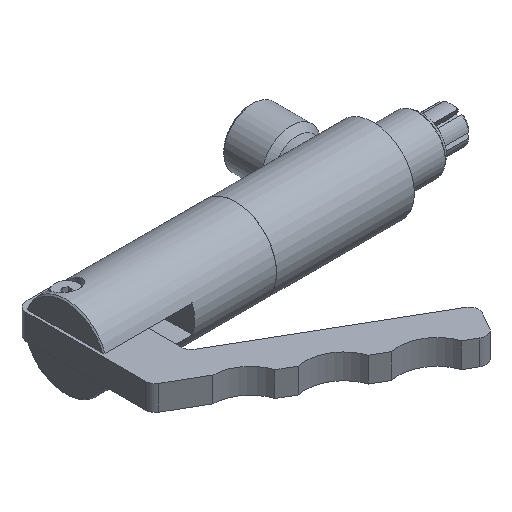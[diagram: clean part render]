
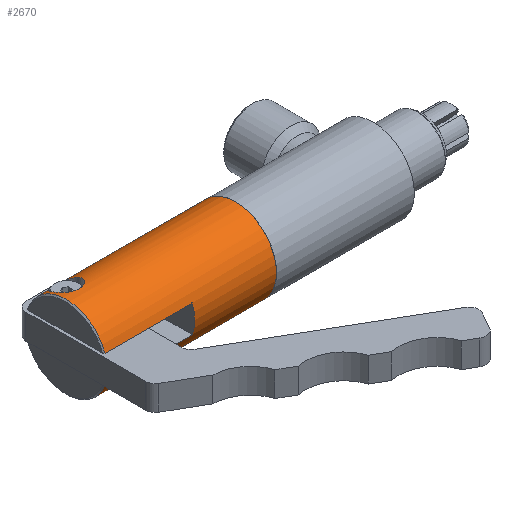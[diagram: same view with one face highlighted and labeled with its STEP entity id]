
A CAD part, isometric view. The second image highlights one B-rep face of the part: STEP entity #2670.
In plain terms, the highlighted cylindrical face has radius 13.462 mm (diameter 26.924 mm), a full revolution.
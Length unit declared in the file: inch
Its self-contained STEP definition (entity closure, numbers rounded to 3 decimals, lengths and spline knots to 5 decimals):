
#50=B_SPLINE_CURVE_WITH_KNOTS($,3,(#3905,#3906,#3907,#3908,#3909,#3910,
#3911,#3912,#3913,#3914,#3915,#3916,#3917,#3918,#3919,#3920,#3921,#3922,
#3923,#3924,#3925,#3926,#3927,#3928,#3929,#3930,#3931,#3932,#3933,#3934,
#3935,#3936,#3937,#3938),.UNSPECIFIED.,.T.,.F.,(4,2,2,2,2,2,2,2,2,2,2,2,
2,2,2,2,4),(0.,0.15668,0.31335,0.47644,0.63953,
0.82205,1.00457,1.16495,1.32534,1.48572,
1.64611,1.82862,2.01114,2.17423,2.33732,
2.494,2.65068),.UNSPECIFIED.);
#51=B_SPLINE_CURVE_WITH_KNOTS($,3,(#3941,#3942,#3943,#3944,#3945,#3946,
#3947,#3948,#3949,#3950,#3951,#3952,#3953,#3954,#3955,#3956,#3957,#3958,
#3959,#3960,#3961,#3962,#3963,#3964,#3965,#3966,#3967,#3968,#3969,#3970,
#3971,#3972,#3973,#3974),.UNSPECIFIED.,.T.,.F.,(4,2,2,2,2,2,2,2,2,2,2,2,
2,2,2,2,4),(0.,0.0905,0.18099,0.27693,0.37288,
0.47505,0.57722,0.66858,0.75994,
0.8513,0.94266,1.04483,1.147,1.24294,
1.33888,1.42938,1.51987),.UNSPECIFIED.);
#287=LINE($,#4827,#483);
#288=LINE($,#4829,#484);
#289=LINE($,#4833,#485);
#290=LINE($,#4837,#486);
#483=VECTOR($,#3631,0.475);
#484=VECTOR($,#3632,0.475);
#485=VECTOR($,#3635,1.125);
#486=VECTOR($,#3638,1.125);
#623=FACE_BOUND($,#961,.T.);
#624=FACE_BOUND($,#962,.T.);
#625=FACE_BOUND($,#963,.T.);
#626=FACE_BOUND($,#964,.T.);
#961=EDGE_LOOP($,(#2398));
#962=EDGE_LOOP($,(#2399));
#963=EDGE_LOOP($,(#2400));
#964=EDGE_LOOP($,(#2401,#2402,#2403,#2404,#2405,#2406,#2407,#2408));
#1106=CIRCLE($,#2931,0.53);
#1107=CIRCLE($,#2933,0.53);
#1108=CIRCLE($,#2934,0.53);
#1109=CIRCLE($,#2935,0.53);
#1110=CIRCLE($,#2936,0.53);
#1185=VERTEX_POINT($,#3904);
#1186=VERTEX_POINT($,#3940);
#1355=VERTEX_POINT($,#4815);
#1356=VERTEX_POINT($,#4816);
#1359=VERTEX_POINT($,#4824);
#1360=VERTEX_POINT($,#4826);
#1361=VERTEX_POINT($,#4828);
#1362=VERTEX_POINT($,#4830);
#1363=VERTEX_POINT($,#4832);
#1364=VERTEX_POINT($,#4834);
#1365=VERTEX_POINT($,#4836);
#1470=EDGE_CURVE($,#1185,#1185,#50,.T.);
#1471=EDGE_CURVE($,#1186,#1186,#51,.T.);
#1718=EDGE_CURVE($,#1355,#1356,#1106,.T.);
#1722=EDGE_CURVE($,#1359,#1359,#1107,.T.);
#1723=EDGE_CURVE($,#1360,#1355,#287,.T.);
#1724=EDGE_CURVE($,#1356,#1361,#288,.T.);
#1725=EDGE_CURVE($,#1361,#1362,#1108,.T.);
#1726=EDGE_CURVE($,#1362,#1363,#289,.T.);
#1727=EDGE_CURVE($,#1363,#1364,#1109,.T.);
#1728=EDGE_CURVE($,#1364,#1365,#290,.T.);
#1729=EDGE_CURVE($,#1365,#1360,#1110,.T.);
#2398=ORIENTED_EDGE($,*,*,#1470,.T.);
#2399=ORIENTED_EDGE($,*,*,#1471,.T.);
#2400=ORIENTED_EDGE($,*,*,#1722,.F.);
#2401=ORIENTED_EDGE($,*,*,#1723,.T.);
#2402=ORIENTED_EDGE($,*,*,#1718,.T.);
#2403=ORIENTED_EDGE($,*,*,#1724,.T.);
#2404=ORIENTED_EDGE($,*,*,#1725,.T.);
#2405=ORIENTED_EDGE($,*,*,#1726,.T.);
#2406=ORIENTED_EDGE($,*,*,#1727,.T.);
#2407=ORIENTED_EDGE($,*,*,#1728,.T.);
#2408=ORIENTED_EDGE($,*,*,#1729,.T.);
#2529=CYLINDRICAL_SURFACE($,#2932,0.53);
#2670=ADVANCED_FACE($,(#623,#624,#625,#626),#2529,.T.);
#2931=AXIS2_PLACEMENT_3D($,#4817,#3622,#3623);
#2932=AXIS2_PLACEMENT_3D($,#4823,#3627,#3628);
#2933=AXIS2_PLACEMENT_3D($,#4825,#3629,#3630);
#2934=AXIS2_PLACEMENT_3D($,#4831,#3633,#3634);
#2935=AXIS2_PLACEMENT_3D($,#4835,#3636,#3637);
#2936=AXIS2_PLACEMENT_3D($,#4838,#3639,#3640);
#3622=DIRECTION('center_axis',(1.,0.,0.));
#3623=DIRECTION('ref_axis',(0.,1.,0.));
#3627=DIRECTION('center_axis',(1.,0.,0.));
#3628=DIRECTION('ref_axis',(0.,1.,0.));
#3629=DIRECTION('center_axis',(1.,0.,0.));
#3630=DIRECTION('ref_axis',(0.,1.,0.));
#3631=DIRECTION($,(1.,0.,0.));
#3632=DIRECTION($,(-1.,0.,0.));
#3633=DIRECTION('center_axis',(1.,0.,0.));
#3634=DIRECTION('ref_axis',(0.,1.,0.));
#3635=DIRECTION($,(1.,0.,0.));
#3636=DIRECTION('center_axis',(1.,0.,0.));
#3637=DIRECTION('ref_axis',(0.,1.,0.));
#3638=DIRECTION($,(-1.,0.,0.));
#3639=DIRECTION('center_axis',(1.,0.,0.));
#3640=DIRECTION('ref_axis',(0.,1.,0.));
#3904=CARTESIAN_POINT('',(0.22,0.036,0.52878));
#3905=CARTESIAN_POINT('Ctrl Pts',(0.22,0.036,0.52878));
#3906=CARTESIAN_POINT('Ctrl Pts',(0.19944,0.036,0.52878));
#3907=CARTESIAN_POINT('Ctrl Pts',(0.17751,0.04011,
0.52855));
#3908=CARTESIAN_POINT('Ctrl Pts',(0.1372,0.05677,
0.52702));
#3909=CARTESIAN_POINT('Ctrl Pts',(0.11882,0.06932,
0.52565));
#3910=CARTESIAN_POINT('Ctrl Pts',(0.08926,0.09873,
0.52094));
#3911=CARTESIAN_POINT('Ctrl Pts',(0.07646,0.11769,
0.5172));
#3912=CARTESIAN_POINT('Ctrl Pts',(0.05984,0.15843,
0.50621));
#3913=CARTESIAN_POINT('Ctrl Pts',(0.056,0.18018,
0.49889));
#3914=CARTESIAN_POINT('Ctrl Pts',(0.056,0.22218,
0.48178));
#3915=CARTESIAN_POINT('Ctrl Pts',(0.06071,0.24507,
0.47054));
#3916=CARTESIAN_POINT('Ctrl Pts',(0.07879,0.28639,
0.4466));
#3917=CARTESIAN_POINT('Ctrl Pts',(0.09211,0.30485,0.43394));
#3918=CARTESIAN_POINT('Ctrl Pts',(0.12121,0.33224,0.41325));
#3919=CARTESIAN_POINT('Ctrl Pts',(0.13847,0.34384,0.40347));
#3920=CARTESIAN_POINT('Ctrl Pts',(0.1773,0.35973,0.38937));
#3921=CARTESIAN_POINT('Ctrl Pts',(0.19895,0.364,0.38523));
#3922=CARTESIAN_POINT('Ctrl Pts',(0.24105,0.364,0.38523));
#3923=CARTESIAN_POINT('Ctrl Pts',(0.2627,0.35973,0.38937));
#3924=CARTESIAN_POINT('Ctrl Pts',(0.30153,0.34384,0.40347));
#3925=CARTESIAN_POINT('Ctrl Pts',(0.31879,0.33224,0.41325));
#3926=CARTESIAN_POINT('Ctrl Pts',(0.34789,0.30485,0.43394));
#3927=CARTESIAN_POINT('Ctrl Pts',(0.36121,0.28639,0.4466));
#3928=CARTESIAN_POINT('Ctrl Pts',(0.37929,0.24507,0.47054));
#3929=CARTESIAN_POINT('Ctrl Pts',(0.384,0.22218,0.48178));
#3930=CARTESIAN_POINT('Ctrl Pts',(0.384,0.18018,0.49889));
#3931=CARTESIAN_POINT('Ctrl Pts',(0.38016,0.15843,0.50621));
#3932=CARTESIAN_POINT('Ctrl Pts',(0.36354,0.11769,0.5172));
#3933=CARTESIAN_POINT('Ctrl Pts',(0.35074,0.09873,0.52094));
#3934=CARTESIAN_POINT('Ctrl Pts',(0.32118,0.06932,
0.52565));
#3935=CARTESIAN_POINT('Ctrl Pts',(0.3028,0.05677,
0.52702));
#3936=CARTESIAN_POINT('Ctrl Pts',(0.26249,0.04011,
0.52855));
#3937=CARTESIAN_POINT('Ctrl Pts',(0.24056,0.036,0.52878));
#3938=CARTESIAN_POINT('Ctrl Pts',(0.22,0.036,0.52878));
#3940=CARTESIAN_POINT('',(0.22,0.105,-0.51949));
#3941=CARTESIAN_POINT('Ctrl Pts',(0.22,0.105,-0.51949));
#3942=CARTESIAN_POINT('Ctrl Pts',(0.23188,0.105,-0.51949));
#3943=CARTESIAN_POINT('Ctrl Pts',(0.24453,0.10737,-0.51903));
#3944=CARTESIAN_POINT('Ctrl Pts',(0.26776,0.11692,-0.51697));
#3945=CARTESIAN_POINT('Ctrl Pts',(0.27833,0.12411,-0.51533));
#3946=CARTESIAN_POINT('Ctrl Pts',(0.29549,0.141,-0.51098));
#3947=CARTESIAN_POINT('Ctrl Pts',(0.30296,0.15198,-0.50789));
#3948=CARTESIAN_POINT('Ctrl Pts',(0.31272,0.17565,-0.5002));
#3949=CARTESIAN_POINT('Ctrl Pts',(0.315,0.18834,-0.49557));
#3950=CARTESIAN_POINT('Ctrl Pts',(0.315,0.21242,-0.48576));
#3951=CARTESIAN_POINT('Ctrl Pts',(0.31244,0.22547,-0.47984));
#3952=CARTESIAN_POINT('Ctrl Pts',(0.30222,0.24932,-0.46788));
#3953=CARTESIAN_POINT('Ctrl Pts',(0.29458,0.26015,-0.46187));
#3954=CARTESIAN_POINT('Ctrl Pts',(0.27755,0.27639,-0.45231));
#3955=CARTESIAN_POINT('Ctrl Pts',(0.26734,0.28328,-0.44798));
#3956=CARTESIAN_POINT('Ctrl Pts',(0.24456,0.29259,-0.44195));
#3957=CARTESIAN_POINT('Ctrl Pts',(0.23199,0.295,-0.44031));
#3958=CARTESIAN_POINT('Ctrl Pts',(0.20801,0.295,-0.44031));
#3959=CARTESIAN_POINT('Ctrl Pts',(0.19544,0.29259,-0.44195));
#3960=CARTESIAN_POINT('Ctrl Pts',(0.17266,0.28328,-0.44798));
#3961=CARTESIAN_POINT('Ctrl Pts',(0.16245,0.27639,-0.45231));
#3962=CARTESIAN_POINT('Ctrl Pts',(0.14542,0.26015,-0.46187));
#3963=CARTESIAN_POINT('Ctrl Pts',(0.13778,0.24932,-0.46788));
#3964=CARTESIAN_POINT('Ctrl Pts',(0.12756,0.22547,-0.47984));
#3965=CARTESIAN_POINT('Ctrl Pts',(0.125,0.21242,-0.48576));
#3966=CARTESIAN_POINT('Ctrl Pts',(0.125,0.18834,-0.49557));
#3967=CARTESIAN_POINT('Ctrl Pts',(0.12728,0.17565,-0.5002));
#3968=CARTESIAN_POINT('Ctrl Pts',(0.13704,0.15198,-0.50789));
#3969=CARTESIAN_POINT('Ctrl Pts',(0.14451,0.141,-0.51098));
#3970=CARTESIAN_POINT('Ctrl Pts',(0.16167,0.12411,-0.51533));
#3971=CARTESIAN_POINT('Ctrl Pts',(0.17224,0.11692,-0.51697));
#3972=CARTESIAN_POINT('Ctrl Pts',(0.19547,0.10737,-0.51903));
#3973=CARTESIAN_POINT('Ctrl Pts',(0.20812,0.105,-0.51949));
#3974=CARTESIAN_POINT('Ctrl Pts',(0.22,0.105,-0.51949));
#4815=CARTESIAN_POINT('',(0.49,0.49939,-0.1775));
#4816=CARTESIAN_POINT('',(0.49,0.49939,0.1775));
#4817=CARTESIAN_POINT('Origin',(0.49,0.,0.));
#4823=CARTESIAN_POINT('Origin',(1.105,0.,0.));
#4824=CARTESIAN_POINT('',(2.195,0.53,0.));
#4825=CARTESIAN_POINT('Origin',(2.195,0.,0.));
#4826=CARTESIAN_POINT('',(0.015,0.49939,-0.1775));
#4827=CARTESIAN_POINT($,(1.105,0.49939,-0.1775));
#4828=CARTESIAN_POINT('',(0.015,0.49939,0.1775));
#4829=CARTESIAN_POINT($,(1.105,0.49939,0.1775));
#4830=CARTESIAN_POINT('',(0.015,-0.49939,0.1775));
#4831=CARTESIAN_POINT('Origin',(0.015,0.,0.));
#4832=CARTESIAN_POINT('',(1.14,-0.49939,0.1775));
#4833=CARTESIAN_POINT($,(1.105,-0.49939,0.1775));
#4834=CARTESIAN_POINT('',(1.14,-0.49939,-0.1775));
#4835=CARTESIAN_POINT('Origin',(1.14,0.,0.));
#4836=CARTESIAN_POINT('',(0.015,-0.49939,-0.1775));
#4837=CARTESIAN_POINT($,(1.105,-0.49939,-0.1775));
#4838=CARTESIAN_POINT('Origin',(0.015,0.,0.));
